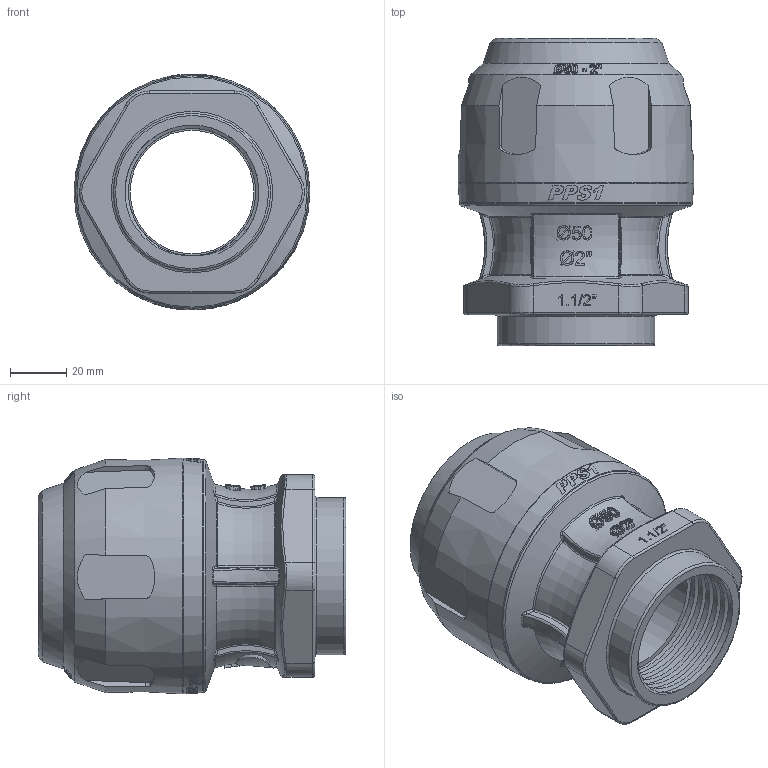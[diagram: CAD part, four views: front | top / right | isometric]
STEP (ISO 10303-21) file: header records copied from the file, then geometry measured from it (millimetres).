
FILE_DESCRIPTION(/* description */ ('STEP AP214'),/* implementation_level */ '2;1');
FILE_NAME(/* name */ 'PPS1_MF5049.stp.stp',/* time_stamp */ '2020-07-05T23:07:50+02:00',/* author */ (' '),/* organization */ (' '),/* preprocessor_version */ 'ST-DEVELOPER v18',/* originating_system */ 'Autodesk Inventor 2020',/* authorisation */ ' ');
FILE_SCHEMA (('AUTOMOTIVE_DESIGN { 1 0 10303 214 3 1 1 }'));
Products named in the file (1): PPS1_MF5049.stp
Bounding box: 84 x 109.52 x 84.03 mm (x, y, z)
Volume: 243899.5 mm3; surface area: 54904.7 mm2
Topology: 1 solids, 1 shells, 1085 faces, 2936 edges, 1927 vertices
Faces by surface type: bspline 522, plane 305, cylinder 147, cone 53, torus 44, sphere 14
Full cylindrical faces by diameter (mm): 12 x1, 44 x1, 47.7 x6, 50.9 x1, 56 x1, 69 x1, 82.949 x1
Entity records: 60647 total; most frequent: CARTESIAN_POINT 36212, ORIENTED_EDGE 5872, DIRECTION 3134, EDGE_CURVE 2936, VERTEX_POINT 1927, B_SPLINE_CURVE_WITH_KNOTS 1372, EDGE_LOOP 1161, STYLED_ITEM 1086
